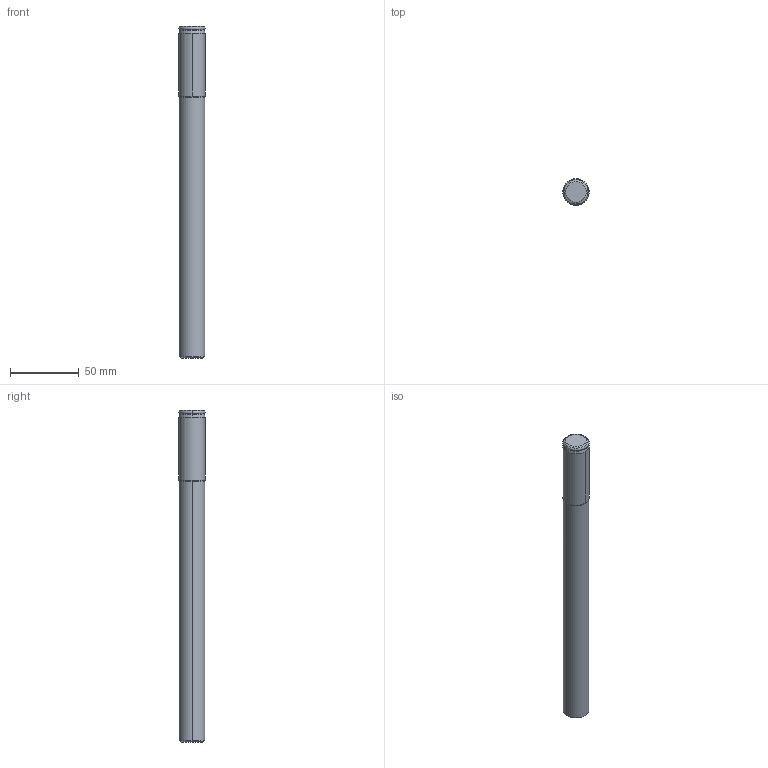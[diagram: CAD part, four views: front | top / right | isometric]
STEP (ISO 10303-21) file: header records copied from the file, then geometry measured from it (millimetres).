
FILE_DESCRIPTION (( 'STEP AP203' ), '1' );
FILE_NAME ('03-2954.STEP', '2023-06-19T20:27:58', ( '' ), ( '' ), 'SwSTEP 2.0', 'SolidWorks 2022', '' );
FILE_SCHEMA (( 'CONFIG_CONTROL_DESIGN' ));
Length unit declared in the file: millimetre
Products named in the file (1): 03-2954
Bounding box: 19.04 x 19.04 x 240.71 mm (x, y, z)
Volume: 65922.3 mm3; surface area: 14600 mm2
Topology: 1 solids, 1 shells, 22 faces, 46 edges, 26 vertices
Faces by surface type: cone 10, torus 6, cylinder 4, plane 2
Entity records: 667 total; most frequent: DIRECTION 124, CARTESIAN_POINT 95, ORIENTED_EDGE 92, AXIS2_PLACEMENT_3D 55, EDGE_CURVE 46, CIRCLE 32, VERTEX_POINT 26, ADVANCED_FACE 22
